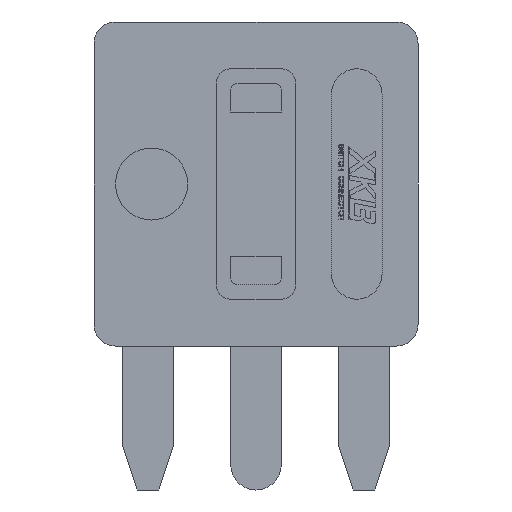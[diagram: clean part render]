
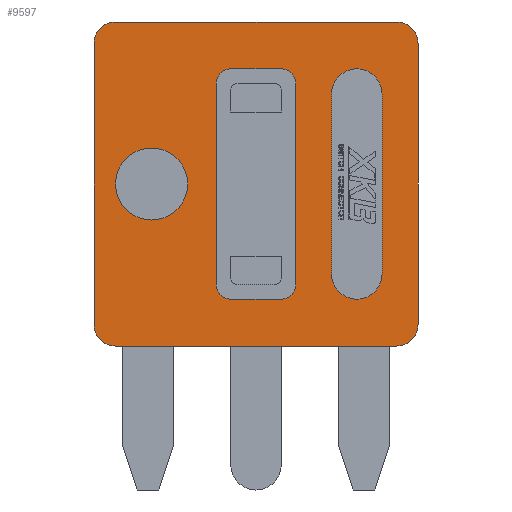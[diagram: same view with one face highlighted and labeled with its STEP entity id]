
A CAD part, front view. The second image highlights one B-rep face of the part: STEP entity #9597.
In plain terms, the highlighted planar face has unit normal (0, -1, 0).
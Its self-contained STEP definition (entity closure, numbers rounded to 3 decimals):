
#38=FACE_BOUND('',#1059,.T.);
#39=FACE_BOUND('',#1060,.T.);
#40=FACE_BOUND('',#1061,.T.);
#70=PLANE('',#10126);
#551=FACE_OUTER_BOUND('',#1058,.T.);
#1058=EDGE_LOOP('',(#6745,#6746,#6747,#6748,#6749,#6750,#6751,#6752));
#1059=EDGE_LOOP('',(#6753));
#1060=EDGE_LOOP('',(#6754,#6755,#6756,#6757,#6758,#6759,#6760,#6761));
#1061=EDGE_LOOP('',(#6762,#6763,#6764,#6765));
#1598=LINE('',#13205,#2952);
#1599=LINE('',#13209,#2953);
#1600=LINE('',#13213,#2954);
#1601=LINE('',#13217,#2955);
#1602=LINE('',#13225,#2956);
#1603=LINE('',#13229,#2957);
#1604=LINE('',#13233,#2958);
#1605=LINE('',#13236,#2959);
#1606=LINE('',#13241,#2960);
#1607=LINE('',#13244,#2961);
#2952=VECTOR('',#10713,3.9);
#2953=VECTOR('',#10716,3.9);
#2954=VECTOR('',#10719,3.9);
#2955=VECTOR('',#10722,3.9);
#2956=VECTOR('',#10729,0.7);
#2957=VECTOR('',#10732,2.8);
#2958=VECTOR('',#10735,0.7);
#2959=VECTOR('',#10738,2.8);
#2960=VECTOR('',#10741,2.5);
#2961=VECTOR('',#10744,2.5);
#4310=CIRCLE('',#10127,0.3);
#4311=CIRCLE('',#10128,0.3);
#4312=CIRCLE('',#10129,0.3);
#4313=CIRCLE('',#10130,0.3);
#4314=CIRCLE('',#10131,0.5);
#4315=CIRCLE('',#10132,0.2);
#4316=CIRCLE('',#10133,0.2);
#4317=CIRCLE('',#10134,0.2);
#4318=CIRCLE('',#10135,0.2);
#4319=CIRCLE('',#10136,0.35);
#4320=CIRCLE('',#10137,0.35);
#4378=VERTEX_POINT('',#13203);
#4379=VERTEX_POINT('',#13204);
#4380=VERTEX_POINT('',#13206);
#4381=VERTEX_POINT('',#13208);
#4382=VERTEX_POINT('',#13210);
#4383=VERTEX_POINT('',#13212);
#4384=VERTEX_POINT('',#13214);
#4385=VERTEX_POINT('',#13216);
#4386=VERTEX_POINT('',#13219);
#4387=VERTEX_POINT('',#13221);
#4388=VERTEX_POINT('',#13222);
#4389=VERTEX_POINT('',#13224);
#4390=VERTEX_POINT('',#13226);
#4391=VERTEX_POINT('',#13228);
#4392=VERTEX_POINT('',#13230);
#4393=VERTEX_POINT('',#13232);
#4394=VERTEX_POINT('',#13234);
#4395=VERTEX_POINT('',#13237);
#4396=VERTEX_POINT('',#13238);
#4397=VERTEX_POINT('',#13240);
#4398=VERTEX_POINT('',#13242);
#5325=EDGE_CURVE('',#4378,#4379,#1598,.T.);
#5326=EDGE_CURVE('',#4378,#4380,#4310,.T.);
#5327=EDGE_CURVE('',#4381,#4380,#1599,.T.);
#5328=EDGE_CURVE('',#4381,#4382,#4311,.T.);
#5329=EDGE_CURVE('',#4383,#4382,#1600,.T.);
#5330=EDGE_CURVE('',#4383,#4384,#4312,.T.);
#5331=EDGE_CURVE('',#4385,#4384,#1601,.T.);
#5332=EDGE_CURVE('',#4385,#4379,#4313,.T.);
#5333=EDGE_CURVE('',#4386,#4386,#4314,.T.);
#5334=EDGE_CURVE('',#4387,#4388,#4315,.T.);
#5335=EDGE_CURVE('',#4389,#4388,#1602,.T.);
#5336=EDGE_CURVE('',#4389,#4390,#4316,.T.);
#5337=EDGE_CURVE('',#4391,#4390,#1603,.T.);
#5338=EDGE_CURVE('',#4391,#4392,#4317,.T.);
#5339=EDGE_CURVE('',#4393,#4392,#1604,.T.);
#5340=EDGE_CURVE('',#4393,#4394,#4318,.T.);
#5341=EDGE_CURVE('',#4387,#4394,#1605,.T.);
#5342=EDGE_CURVE('',#4395,#4396,#4319,.T.);
#5343=EDGE_CURVE('',#4397,#4395,#1606,.T.);
#5344=EDGE_CURVE('',#4398,#4397,#4320,.T.);
#5345=EDGE_CURVE('',#4396,#4398,#1607,.T.);
#6745=ORIENTED_EDGE('',*,*,#5325,.F.);
#6746=ORIENTED_EDGE('',*,*,#5326,.T.);
#6747=ORIENTED_EDGE('',*,*,#5327,.F.);
#6748=ORIENTED_EDGE('',*,*,#5328,.T.);
#6749=ORIENTED_EDGE('',*,*,#5329,.F.);
#6750=ORIENTED_EDGE('',*,*,#5330,.T.);
#6751=ORIENTED_EDGE('',*,*,#5331,.F.);
#6752=ORIENTED_EDGE('',*,*,#5332,.T.);
#6753=ORIENTED_EDGE('',*,*,#5333,.F.);
#6754=ORIENTED_EDGE('',*,*,#5334,.T.);
#6755=ORIENTED_EDGE('',*,*,#5335,.F.);
#6756=ORIENTED_EDGE('',*,*,#5336,.T.);
#6757=ORIENTED_EDGE('',*,*,#5337,.F.);
#6758=ORIENTED_EDGE('',*,*,#5338,.T.);
#6759=ORIENTED_EDGE('',*,*,#5339,.F.);
#6760=ORIENTED_EDGE('',*,*,#5340,.T.);
#6761=ORIENTED_EDGE('',*,*,#5341,.F.);
#6762=ORIENTED_EDGE('',*,*,#5342,.F.);
#6763=ORIENTED_EDGE('',*,*,#5343,.F.);
#6764=ORIENTED_EDGE('',*,*,#5344,.F.);
#6765=ORIENTED_EDGE('',*,*,#5345,.F.);
#9597=ADVANCED_FACE('',(#551,#38,#39,#40),#70,.F.);
#10126=AXIS2_PLACEMENT_3D('',#13202,#10711,#10712);
#10127=AXIS2_PLACEMENT_3D('',#13207,#10714,#10715);
#10128=AXIS2_PLACEMENT_3D('',#13211,#10717,#10718);
#10129=AXIS2_PLACEMENT_3D('',#13215,#10720,#10721);
#10130=AXIS2_PLACEMENT_3D('',#13218,#10723,#10724);
#10131=AXIS2_PLACEMENT_3D('',#13220,#10725,#10726);
#10132=AXIS2_PLACEMENT_3D('',#13223,#10727,#10728);
#10133=AXIS2_PLACEMENT_3D('',#13227,#10730,#10731);
#10134=AXIS2_PLACEMENT_3D('',#13231,#10733,#10734);
#10135=AXIS2_PLACEMENT_3D('',#13235,#10736,#10737);
#10136=AXIS2_PLACEMENT_3D('',#13239,#10739,#10740);
#10137=AXIS2_PLACEMENT_3D('',#13243,#10742,#10743);
#10711=DIRECTION('center_axis',(0.,1.,0.));
#10712=DIRECTION('ref_axis',(0.,0.,-1.));
#10713=DIRECTION('',(1.,0.,0.));
#10714=DIRECTION('center_axis',(0.,-1.,0.));
#10715=DIRECTION('ref_axis',(0.,0.,1.));
#10716=DIRECTION('',(0.,0.,1.));
#10717=DIRECTION('center_axis',(0.,-1.,0.));
#10718=DIRECTION('ref_axis',(-1.,0.,0.));
#10719=DIRECTION('',(-1.,0.,0.));
#10720=DIRECTION('center_axis',(0.,-1.,0.));
#10721=DIRECTION('ref_axis',(0.,0.,-1.));
#10722=DIRECTION('',(0.,0.,-1.));
#10723=DIRECTION('center_axis',(0.,-1.,0.));
#10724=DIRECTION('ref_axis',(1.,0.,0.));
#10725=DIRECTION('center_axis',(0.,-1.,0.));
#10726=DIRECTION('ref_axis',(-1.,0.,0.));
#10727=DIRECTION('center_axis',(0.,1.,0.));
#10728=DIRECTION('ref_axis',(1.,0.,0.));
#10729=DIRECTION('',(1.,0.,0.));
#10730=DIRECTION('center_axis',(0.,1.,0.));
#10731=DIRECTION('ref_axis',(0.,0.,-1.));
#10732=DIRECTION('',(0.,0.,-1.));
#10733=DIRECTION('center_axis',(0.,1.,0.));
#10734=DIRECTION('ref_axis',(-1.,0.,0.));
#10735=DIRECTION('',(-1.,0.,0.));
#10736=DIRECTION('center_axis',(0.,1.,0.));
#10737=DIRECTION('ref_axis',(0.,0.,1.));
#10738=DIRECTION('',(0.,0.,1.));
#10739=DIRECTION('center_axis',(0.,-1.,0.));
#10740=DIRECTION('ref_axis',(-1.,0.,0.));
#10741=DIRECTION('',(0.,0.,-1.));
#10742=DIRECTION('center_axis',(0.,-1.,0.));
#10743=DIRECTION('ref_axis',(1.,0.,0.));
#10744=DIRECTION('',(0.,0.,1.));
#13202=CARTESIAN_POINT('Origin',(0.,-0.8,2.25));
#13203=CARTESIAN_POINT('',(-1.95,-0.8,4.5));
#13204=CARTESIAN_POINT('',(1.95,-0.8,4.5));
#13205=CARTESIAN_POINT('',(-1.95,-0.8,4.5));
#13206=CARTESIAN_POINT('',(-2.25,-0.8,4.2));
#13207=CARTESIAN_POINT('Origin',(-1.95,-0.8,4.2));
#13208=CARTESIAN_POINT('',(-2.25,-0.8,0.3));
#13209=CARTESIAN_POINT('',(-2.25,-0.8,0.3));
#13210=CARTESIAN_POINT('',(-1.95,-0.8,0.));
#13211=CARTESIAN_POINT('Origin',(-1.95,-0.8,0.3));
#13212=CARTESIAN_POINT('',(1.95,-0.8,0.));
#13213=CARTESIAN_POINT('',(1.95,-0.8,0.));
#13214=CARTESIAN_POINT('',(2.25,-0.8,0.3));
#13215=CARTESIAN_POINT('Origin',(1.95,-0.8,0.3));
#13216=CARTESIAN_POINT('',(2.25,-0.8,4.2));
#13217=CARTESIAN_POINT('',(2.25,-0.8,4.2));
#13218=CARTESIAN_POINT('Origin',(1.95,-0.8,4.2));
#13219=CARTESIAN_POINT('',(-1.95,-0.8,2.25));
#13220=CARTESIAN_POINT('Origin',(-1.45,-0.8,2.25));
#13221=CARTESIAN_POINT('',(0.55,-0.8,0.85));
#13222=CARTESIAN_POINT('',(0.35,-0.8,0.65));
#13223=CARTESIAN_POINT('Origin',(0.35,-0.8,0.85));
#13224=CARTESIAN_POINT('',(-0.35,-0.8,0.65));
#13225=CARTESIAN_POINT('',(-0.35,-0.8,0.65));
#13226=CARTESIAN_POINT('',(-0.55,-0.8,0.85));
#13227=CARTESIAN_POINT('Origin',(-0.35,-0.8,0.85));
#13228=CARTESIAN_POINT('',(-0.55,-0.8,3.65));
#13229=CARTESIAN_POINT('',(-0.55,-0.8,3.65));
#13230=CARTESIAN_POINT('',(-0.35,-0.8,3.85));
#13231=CARTESIAN_POINT('Origin',(-0.35,-0.8,3.65));
#13232=CARTESIAN_POINT('',(0.35,-0.8,3.85));
#13233=CARTESIAN_POINT('',(0.35,-0.8,3.85));
#13234=CARTESIAN_POINT('',(0.55,-0.8,3.65));
#13235=CARTESIAN_POINT('Origin',(0.35,-0.8,3.65));
#13236=CARTESIAN_POINT('',(0.55,-0.8,0.85));
#13237=CARTESIAN_POINT('',(1.05,-0.8,1.));
#13238=CARTESIAN_POINT('',(1.75,-0.8,1.));
#13239=CARTESIAN_POINT('Origin',(1.4,-0.8,1.));
#13240=CARTESIAN_POINT('',(1.05,-0.8,3.5));
#13241=CARTESIAN_POINT('',(1.05,-0.8,3.5));
#13242=CARTESIAN_POINT('',(1.75,-0.8,3.5));
#13243=CARTESIAN_POINT('Origin',(1.4,-0.8,3.5));
#13244=CARTESIAN_POINT('',(1.75,-0.8,1.));
